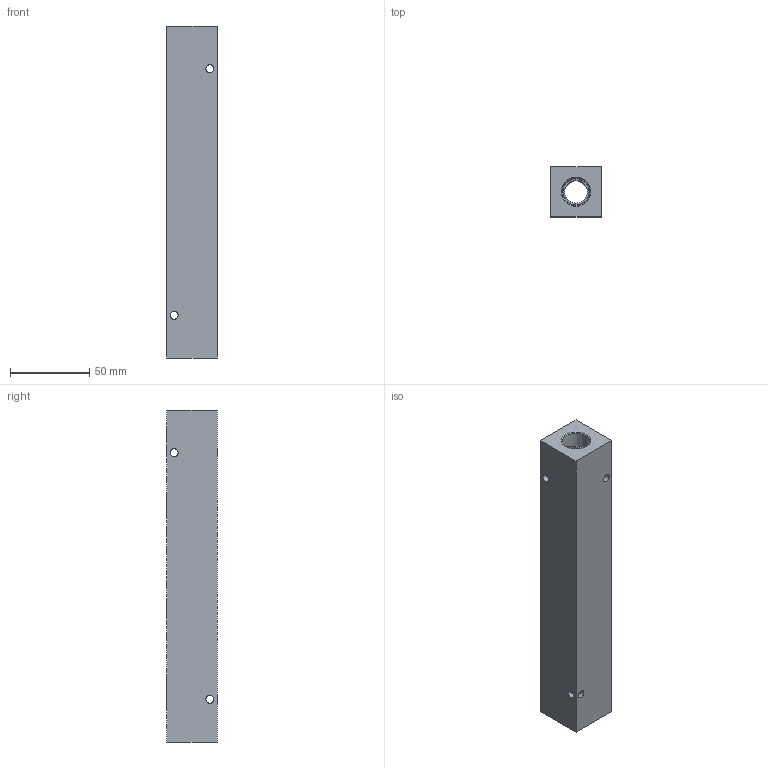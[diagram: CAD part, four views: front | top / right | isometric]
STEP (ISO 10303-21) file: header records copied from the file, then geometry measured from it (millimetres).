
FILE_DESCRIPTION (( 'STEP AP203' ), '1' );
FILE_NAME ('MRS-9DC.step', '2015-12-02T21:12:05', ( '' ), ( '' ), 'SwSTEP 2.0', 'SolidWorks 2015', '' );
FILE_SCHEMA (( 'CONFIG_CONTROL_DESIGN' ));
Length unit declared in the file: inch
Products named in the file (1): MRS-9DC
Bounding box: 31.75 x 31.75 x 209.55 mm (x, y, z)
Volume: 161844.6 mm3; surface area: 40817.5 mm2
Topology: 1 solids, 1 shells, 106 faces, 296 edges, 186 vertices
Faces by surface type: cone 44, cylinder 36, plane 26
Entity records: 4313 total; most frequent: CARTESIAN_POINT 1535, ORIENTED_EDGE 592, DIRECTION 540, EDGE_CURVE 296, AXIS2_PLACEMENT_3D 215, VERTEX_POINT 186, EDGE_LOOP 132, VECTOR 110
